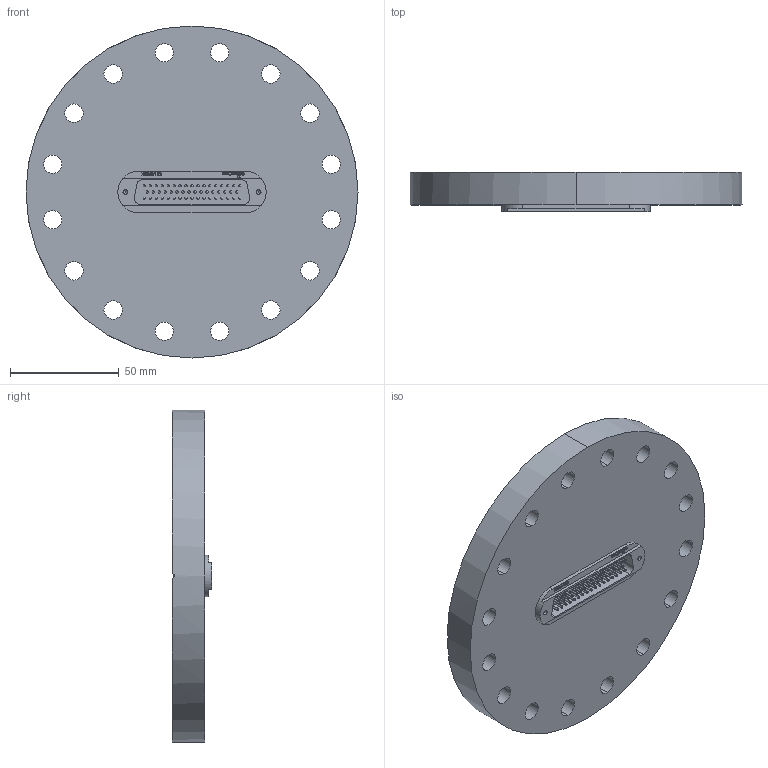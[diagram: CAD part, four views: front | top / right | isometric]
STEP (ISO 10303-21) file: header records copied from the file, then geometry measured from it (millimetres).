
FILE_DESCRIPTION (( 'STEP AP214' ), '1' );
FILE_NAME ('210-D50-C100.step', '2025-02-17T20:28:24', ( '' ), ( '' ), 'SwSTEP 2.0', 'SolidWorks 2022', '' );
FILE_SCHEMA (( 'AUTOMOTIVE_DESIGN' ));
Length unit declared in the file: millimetre
Products named in the file (5): 9218-D50-SS-V22_50pin 1mm beschr. allectra; 9210-PIN-FENI_Pin vergoldet; 210-D50-C100; 218-D50-SS_218-D50-SS; 9210-D50-C100_CF100
Assembly tree (53 placements, depth 3):
  210-D50-C100
    9210-D50-C100_CF100
    218-D50-SS_218-D50-SS
      9218-D50-SS-V22_50pin 1mm beschr. allectra
      9210-PIN-FENI_Pin vergoldet  x50
Bounding box: 152.4 x 18.2 x 152.4 mm (x, y, z)
Volume: 241443.7 mm3; surface area: 58792.7 mm2
Topology: 52 solids, 52 shells, 597 faces, 1699 edges, 1122 vertices
Faces by surface type: cylinder 306, plane 150, sphere 100, bspline 27, cone 12, torus 2
Entity records: 15393 total; most frequent: CARTESIAN_POINT 4114, DIRECTION 2327, ORIENTED_EDGE 2194, EDGE_CURVE 1097, AXIS2_PLACEMENT_3D 857, VERTEX_POINT 726, LINE 613, VECTOR 613
